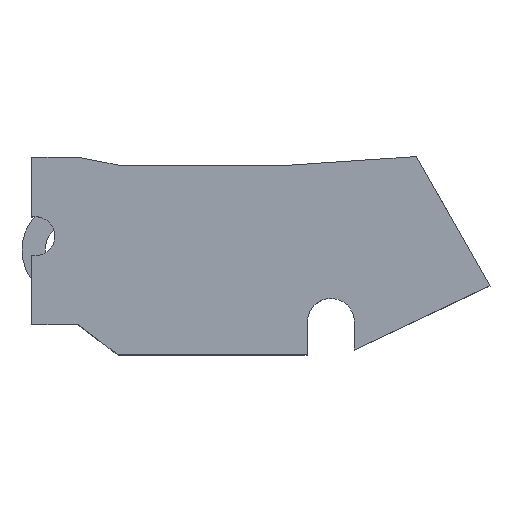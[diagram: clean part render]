
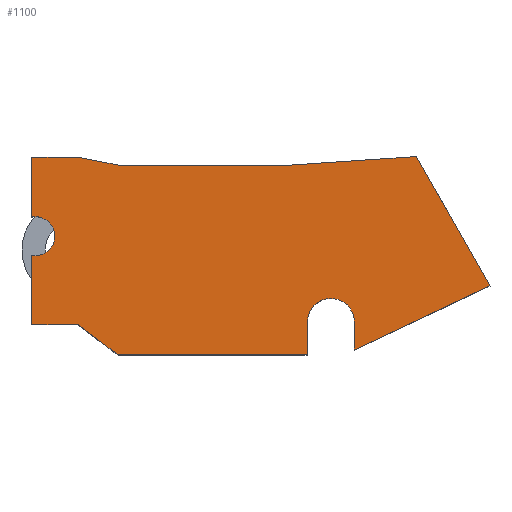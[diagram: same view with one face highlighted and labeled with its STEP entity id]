
A CAD part, top view. The second image highlights one B-rep face of the part: STEP entity #1100.
In plain terms, the highlighted planar face has unit normal (0, 0, 1).
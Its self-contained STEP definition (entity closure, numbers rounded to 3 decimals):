
#32=FACE_OUTER_BOUND('',#90,.T.);
#90=EDGE_LOOP('',(#766,#767,#768,#769,#770,#771,#772,#773,#774,#775,#776,
#777,#778,#779,#780,#781));
#165=LINE('',#1574,#313);
#168=LINE('',#1583,#316);
#169=LINE('',#1585,#317);
#170=LINE('',#1587,#318);
#171=LINE('',#1589,#319);
#172=LINE('',#1590,#320);
#173=LINE('',#1592,#321);
#174=LINE('',#1594,#322);
#175=LINE('',#1598,#323);
#176=LINE('',#1600,#324);
#177=LINE('',#1602,#325);
#178=LINE('',#1604,#326);
#179=LINE('',#1606,#327);
#180=LINE('',#1607,#328);
#313=VECTOR('',#1272,10.);
#316=VECTOR('',#1279,10.);
#317=VECTOR('',#1280,10.);
#318=VECTOR('',#1281,10.);
#319=VECTOR('',#1282,10.);
#320=VECTOR('',#1283,10.);
#321=VECTOR('',#1284,10.);
#322=VECTOR('',#1285,10.);
#323=VECTOR('',#1288,10.);
#324=VECTOR('',#1289,10.);
#325=VECTOR('',#1290,10.);
#326=VECTOR('',#1291,10.);
#327=VECTOR('',#1292,10.);
#328=VECTOR('',#1293,10.);
#439=CIRCLE('',#1163,1.5);
#440=CIRCLE('',#1164,1.25);
#472=VERTEX_POINT('',#1571);
#473=VERTEX_POINT('',#1573);
#475=VERTEX_POINT('',#1579);
#476=VERTEX_POINT('',#1580);
#477=VERTEX_POINT('',#1582);
#478=VERTEX_POINT('',#1584);
#479=VERTEX_POINT('',#1586);
#480=VERTEX_POINT('',#1588);
#481=VERTEX_POINT('',#1591);
#482=VERTEX_POINT('',#1593);
#483=VERTEX_POINT('',#1595);
#484=VERTEX_POINT('',#1597);
#485=VERTEX_POINT('',#1599);
#486=VERTEX_POINT('',#1601);
#487=VERTEX_POINT('',#1603);
#488=VERTEX_POINT('',#1605);
#586=EDGE_CURVE('',#473,#472,#165,.F.);
#589=EDGE_CURVE('',#475,#476,#439,.T.);
#590=EDGE_CURVE('',#477,#476,#168,.T.);
#591=EDGE_CURVE('',#478,#477,#169,.F.);
#592=EDGE_CURVE('',#478,#479,#170,.F.);
#593=EDGE_CURVE('',#479,#480,#171,.F.);
#594=EDGE_CURVE('',#480,#473,#172,.F.);
#595=EDGE_CURVE('',#472,#481,#173,.T.);
#596=EDGE_CURVE('',#481,#482,#174,.T.);
#597=EDGE_CURVE('',#483,#482,#440,.T.);
#598=EDGE_CURVE('',#483,#484,#175,.T.);
#599=EDGE_CURVE('',#485,#484,#176,.T.);
#600=EDGE_CURVE('',#485,#486,#177,.F.);
#601=EDGE_CURVE('',#486,#487,#178,.F.);
#602=EDGE_CURVE('',#488,#487,#179,.T.);
#603=EDGE_CURVE('',#475,#488,#180,.T.);
#766=ORIENTED_EDGE('',*,*,#589,.T.);
#767=ORIENTED_EDGE('',*,*,#590,.F.);
#768=ORIENTED_EDGE('',*,*,#591,.F.);
#769=ORIENTED_EDGE('',*,*,#592,.T.);
#770=ORIENTED_EDGE('',*,*,#593,.T.);
#771=ORIENTED_EDGE('',*,*,#594,.T.);
#772=ORIENTED_EDGE('',*,*,#586,.T.);
#773=ORIENTED_EDGE('',*,*,#595,.T.);
#774=ORIENTED_EDGE('',*,*,#596,.T.);
#775=ORIENTED_EDGE('',*,*,#597,.F.);
#776=ORIENTED_EDGE('',*,*,#598,.T.);
#777=ORIENTED_EDGE('',*,*,#599,.F.);
#778=ORIENTED_EDGE('',*,*,#600,.T.);
#779=ORIENTED_EDGE('',*,*,#601,.T.);
#780=ORIENTED_EDGE('',*,*,#602,.F.);
#781=ORIENTED_EDGE('',*,*,#603,.F.);
#1048=PLANE('',#1162);
#1100=ADVANCED_FACE('',(#32),#1048,.F.);
#1162=AXIS2_PLACEMENT_3D('',#1578,#1275,#1276);
#1163=AXIS2_PLACEMENT_3D('',#1581,#1277,#1278);
#1164=AXIS2_PLACEMENT_3D('',#1596,#1286,#1287);
#1272=DIRECTION('',(0.981,-0.195,0.));
#1275=DIRECTION('center_axis',(0.,0.,
-1.));
#1276=DIRECTION('ref_axis',(1.,0.,0.));
#1277=DIRECTION('center_axis',(0.,0.,
-1.));
#1278=DIRECTION('ref_axis',(-1.,0.,0.));
#1279=DIRECTION('',(0.,1.,0.));
#1280=DIRECTION('',(0.904,0.428,0.));
#1281=DIRECTION('',(0.496,-0.868,0.));
#1282=DIRECTION('',(0.998,0.067,0.));
#1283=DIRECTION('',(1.,0.,0.));
#1284=DIRECTION('',(-1.,0.,0.));
#1285=DIRECTION('',(0.,-1.,0.));
#1286=DIRECTION('center_axis',(0.,0.,
1.));
#1287=DIRECTION('ref_axis',(-1.,0.,0.));
#1288=DIRECTION('',(0.,-1.,0.));
#1289=DIRECTION('',(-1.,0.,0.));
#1290=DIRECTION('',(-0.797,0.604,0.));
#1291=DIRECTION('',(-1.,0.,0.));
#1292=DIRECTION('',(0.,-1.,0.));
#1293=DIRECTION('',(-1.,0.,0.));
#1571=CARTESIAN_POINT('',(112.772,56.075,22.));
#1573=CARTESIAN_POINT('',(115.325,55.567,22.));
#1574=CARTESIAN_POINT('',(64.667,65.644,22.));
#1578=CARTESIAN_POINT('Origin',(-0.567,2.453,22.));
#1579=CARTESIAN_POINT('',(127.5,45.5,22.));
#1580=CARTESIAN_POINT('',(130.5,45.465,22.));
#1581=CARTESIAN_POINT('Origin',(129.,45.5,22.));
#1582=CARTESIAN_POINT('',(130.5,43.684,22.));
#1583=CARTESIAN_POINT('',(130.5,23.959,22.));
#1584=CARTESIAN_POINT('',(139.224,47.812,22.));
#1585=CARTESIAN_POINT('',(67.218,13.742,22.));
#1586=CARTESIAN_POINT('',(134.477,56.118,22.));
#1587=CARTESIAN_POINT('',(131.415,61.477,22.));
#1588=CARTESIAN_POINT('',(126.325,55.567,22.));
#1589=CARTESIAN_POINT('',(65.457,51.452,22.));
#1590=CARTESIAN_POINT('',(57.692,55.567,22.));
#1591=CARTESIAN_POINT('',(109.772,56.075,22.));
#1592=CARTESIAN_POINT('',(112.772,56.075,22.));
#1593=CARTESIAN_POINT('',(109.772,52.229,22.));
#1594=CARTESIAN_POINT('',(109.772,56.075,22.));
#1595=CARTESIAN_POINT('',(109.772,49.771,22.));
#1596=CARTESIAN_POINT('Origin',(110.,51.,22.));
#1597=CARTESIAN_POINT('',(109.772,45.303,22.));
#1598=CARTESIAN_POINT('',(109.772,56.075,22.));
#1599=CARTESIAN_POINT('',(112.772,45.303,22.));
#1600=CARTESIAN_POINT('',(112.772,45.303,22.));
#1601=CARTESIAN_POINT('',(115.325,43.368,22.));
#1602=CARTESIAN_POINT('',(80.972,69.402,22.));
#1603=CARTESIAN_POINT('',(127.5,43.368,22.));
#1604=CARTESIAN_POINT('',(57.692,43.368,22.));
#1605=CARTESIAN_POINT('',(127.5,45.5,22.));
#1606=CARTESIAN_POINT('',(127.5,22.911,22.));
#1607=CARTESIAN_POINT('',(63.466,45.5,22.));
